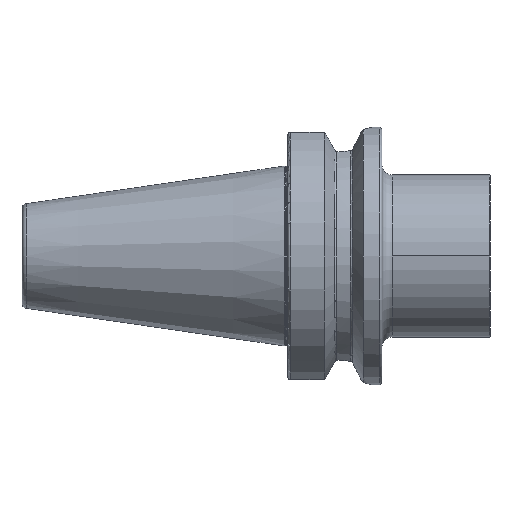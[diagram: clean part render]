
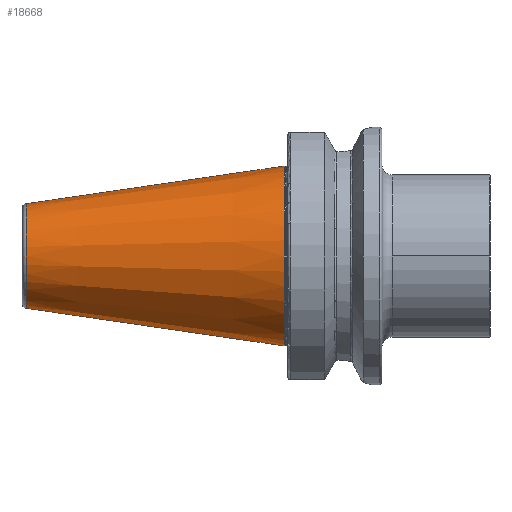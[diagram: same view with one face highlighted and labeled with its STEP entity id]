
A CAD part, front view. The second image highlights one B-rep face of the part: STEP entity #18668.
In plain terms, the highlighted conical face has half-angle 8.297 degrees and reference radius 34.925 mm.
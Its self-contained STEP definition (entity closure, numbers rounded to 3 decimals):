
#3835 = CARTESIAN_POINT ( 'NONE',  ( -100.089, 0., -20.329 ) ) ;
#3859 = CARTESIAN_POINT ( 'NONE',  ( 0., 0., -34.925 ) ) ;
#3878 = CARTESIAN_POINT ( 'NONE',  ( -100.089, 0., 20.329 ) ) ;
#3890 = CARTESIAN_POINT ( 'NONE',  ( 0., 0., 34.925 ) ) ;
#4232 = EDGE_LOOP ( 'NONE', ( #15244, #15243, #15242, #15241 ) ) ;
#4434 = CIRCLE ( 'NONE', #4439, 20.329 ) ;
#4436 = CIRCLE ( 'NONE', #4441, 34.925 ) ;
#4439 = AXIS2_PLACEMENT_3D ( 'NONE', #5021, #5022, #5023 ) ;
#4441 = AXIS2_PLACEMENT_3D ( 'NONE', #5026, #5027, #5028 ) ;
#5021 = CARTESIAN_POINT ( 'NONE',  ( -100.089, 0., 0. ) ) ;
#5022 = DIRECTION ( 'NONE',  ( -1., 0., 0. ) ) ;
#5023 = DIRECTION ( 'NONE',  ( 0., 0., 1. ) ) ;
#5026 = CARTESIAN_POINT ( 'NONE',  ( 0., 0., 0. ) ) ;
#5027 = DIRECTION ( 'NONE',  ( -1., 0., 0. ) ) ;
#5028 = DIRECTION ( 'NONE',  ( 0., 0., 1. ) ) ;
#6356 = VERTEX_POINT ( 'NONE', #3835 ) ;
#6369 = VERTEX_POINT ( 'NONE', #3859 ) ;
#6388 = VERTEX_POINT ( 'NONE', #3878 ) ;
#6400 = VERTEX_POINT ( 'NONE', #3890 ) ;
#7212 = VECTOR ( 'NONE', #12109, 1000. ) ;
#7217 = VECTOR ( 'NONE', #12112, 1000. ) ;
#7331 = CONICAL_SURFACE ( 'NONE', #7332, 34.925, 0.145 ) ;
#7332 = AXIS2_PLACEMENT_3D ( 'NONE', #10552, #10550, #10540 ) ;
#8892 = EDGE_CURVE ( 'NONE', #6356, #6388, #4434, .T. ) ;
#8893 = EDGE_CURVE ( 'NONE', #6369, #6400, #4436, .T. ) ;
#10540 = DIRECTION ( 'NONE',  ( 0., 0., -1. ) ) ;
#10548 = FACE_OUTER_BOUND ( 'NONE', #4232, .T. ) ;
#10550 = DIRECTION ( 'NONE',  ( 1., 0., 0. ) ) ;
#10552 = CARTESIAN_POINT ( 'NONE',  ( 0., 0., 0. ) ) ;
#12099 = CARTESIAN_POINT ( 'NONE',  ( 0., 0., 34.925 ) ) ;
#12105 = LINE ( 'NONE', #12099, #7212 ) ;
#12109 = DIRECTION ( 'NONE',  ( 0.99, 0., 0.144 ) ) ;
#12110 = LINE ( 'NONE', #12111, #7217 ) ;
#12111 = CARTESIAN_POINT ( 'NONE',  ( 0., 0., -34.925 ) ) ;
#12112 = DIRECTION ( 'NONE',  ( 0.99, 0., -0.144 ) ) ;
#15241 = ORIENTED_EDGE ( 'NONE', *, *, #8893, .T. ) ;
#15242 = ORIENTED_EDGE ( 'NONE', *, *, #18564, .T. ) ;
#15243 = ORIENTED_EDGE ( 'NONE', *, *, #8892, .F. ) ;
#15244 = ORIENTED_EDGE ( 'NONE', *, *, #18563, .F. ) ;
#18563 = EDGE_CURVE ( 'NONE', #6388, #6400, #12105, .T. ) ;
#18564 = EDGE_CURVE ( 'NONE', #6356, #6369, #12110, .T. ) ;
#18668 = ADVANCED_FACE ( 'NONE', ( #10548 ), #7331, .T. ) ;
